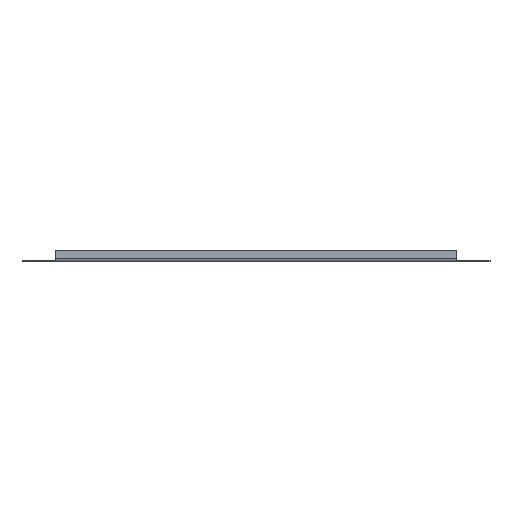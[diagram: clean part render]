
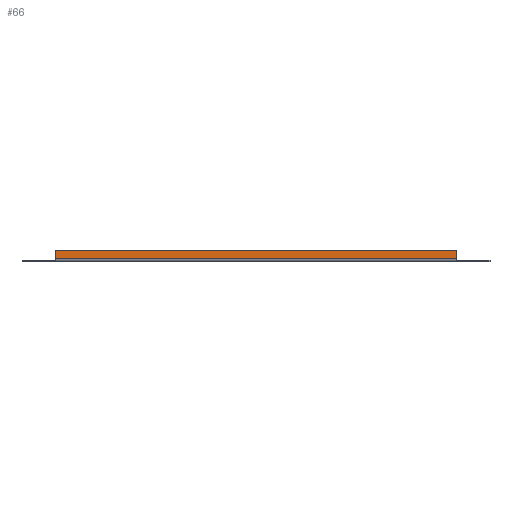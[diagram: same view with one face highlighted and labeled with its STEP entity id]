
A CAD part, front view. The second image highlights one B-rep face of the part: STEP entity #66.
In plain terms, the highlighted planar face has unit normal (0, -1, 0).
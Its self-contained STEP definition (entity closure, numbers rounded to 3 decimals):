
#8 = LINE ( 'NONE', #506, #1397 ) ;
#24 = VECTOR ( 'NONE', #993, 1000. ) ;
#66 = ADVANCED_FACE ( 'NONE', ( #822 ), #1579, .F. ) ;
#153 = EDGE_LOOP ( 'NONE', ( #170, #869, #936, #1115 ) ) ;
#160 = LINE ( 'NONE', #748, #1214 ) ;
#170 = ORIENTED_EDGE ( 'NONE', *, *, #860, .F. ) ;
#198 = LINE ( 'NONE', #988, #24 ) ;
#258 = CARTESIAN_POINT ( 'NONE',  ( 142.5, -49., 7. ) ) ;
#297 = EDGE_CURVE ( 'NONE', #1501, #1545, #198, .T. ) ;
#316 = EDGE_CURVE ( 'NONE', #1275, #1590, #8, .T. ) ;
#404 = DIRECTION ( 'NONE',  ( -1., 0., 0. ) ) ;
#441 = AXIS2_PLACEMENT_3D ( 'NONE', #892, #1390, #1147 ) ;
#506 = CARTESIAN_POINT ( 'NONE',  ( -142.5, -49., 7. ) ) ;
#608 = DIRECTION ( 'NONE',  ( 0., 0., 1. ) ) ;
#615 = CARTESIAN_POINT ( 'NONE',  ( -142.5, -49., 7. ) ) ;
#748 = CARTESIAN_POINT ( 'NONE',  ( -142.5, -49., 1. ) ) ;
#822 = FACE_OUTER_BOUND ( 'NONE', #153, .T. ) ;
#823 = CARTESIAN_POINT ( 'NONE',  ( 142.5, -49., 1. ) ) ;
#860 = EDGE_CURVE ( 'NONE', #1545, #1275, #160, .T. ) ;
#869 = ORIENTED_EDGE ( 'NONE', *, *, #297, .F. ) ;
#892 = CARTESIAN_POINT ( 'NONE',  ( 0., -49., 0. ) ) ;
#936 = ORIENTED_EDGE ( 'NONE', *, *, #1153, .F. ) ;
#988 = CARTESIAN_POINT ( 'NONE',  ( 142.5, -49., 0. ) ) ;
#993 = DIRECTION ( 'NONE',  ( 0., 0., -1. ) ) ;
#1006 = VECTOR ( 'NONE', #1462, 1000. ) ;
#1090 = LINE ( 'NONE', #258, #1006 ) ;
#1115 = ORIENTED_EDGE ( 'NONE', *, *, #316, .F. ) ;
#1147 = DIRECTION ( 'NONE',  ( 0., 0., -1. ) ) ;
#1153 = EDGE_CURVE ( 'NONE', #1590, #1501, #1090, .T. ) ;
#1214 = VECTOR ( 'NONE', #404, 1000. ) ;
#1275 = VERTEX_POINT ( 'NONE', #1276 ) ;
#1276 = CARTESIAN_POINT ( 'NONE',  ( -142.5, -49., 1. ) ) ;
#1312 = CARTESIAN_POINT ( 'NONE',  ( 142.5, -49., 7. ) ) ;
#1390 = DIRECTION ( 'NONE',  ( 0., 1., 0. ) ) ;
#1397 = VECTOR ( 'NONE', #608, 1000. ) ;
#1462 = DIRECTION ( 'NONE',  ( 1., 0., 0. ) ) ;
#1501 = VERTEX_POINT ( 'NONE', #1312 ) ;
#1545 = VERTEX_POINT ( 'NONE', #823 ) ;
#1579 = PLANE ( 'NONE',  #441 ) ;
#1590 = VERTEX_POINT ( 'NONE', #615 ) ;
